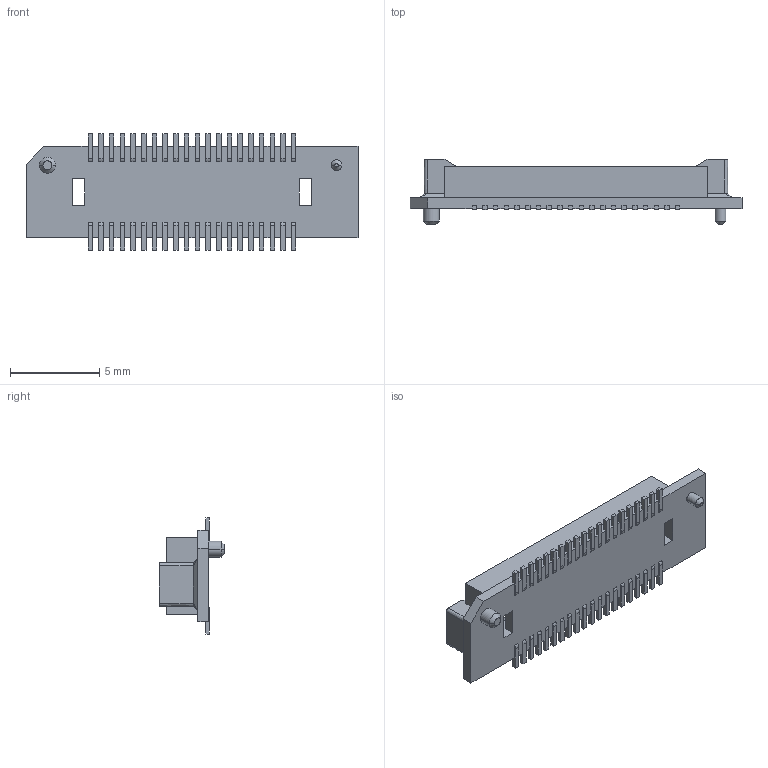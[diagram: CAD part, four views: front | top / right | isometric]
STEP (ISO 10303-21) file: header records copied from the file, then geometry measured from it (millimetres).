
FILE_DESCRIPTION(('OneSpaceDesigner STEP Export'),'2;1');
FILE_NAME('FX8-40P-SV.stp','2007-03-20T17:37:10',(''),(''),'OneSpace Designer STEP processor (Jan. 2003) for AP214(CD)(Solid Model)','OneSpace Designer 12.00 10-Sep-2003 (C) CoCreate Software GmbH','');
FILE_SCHEMA(('AUTOMOTIVE_DESIGN_CC2 {1 2 10303 214 -1 1 5 1}'));
Length unit declared in the file: millimetre
Products named in the file (2): FX8-40P-SV
Assembly tree (1 placements, depth 2):
  FX8-40P-SV
    FX8-40P-SV
Bounding box: 18.6 x 3.65 x 6.5 mm (x, y, z)
Volume: 108.1 mm3; surface area: 382.4 mm2
Topology: 1 solids, 1 shells, 302 faces, 885 edges, 582 vertices
Faces by surface type: plane 246, cylinder 44, cone 4, bspline 4, extrusion 4
Entity records: 11744 total; most frequent: CARTESIAN_POINT 1809, ORIENTED_EDGE 1762, DIRECTION 1525, EDGE_CURVE 881, VECTOR 769, LINE 765, VERTEX_POINT 582, AXIS2_PLACEMENT_3D 378
